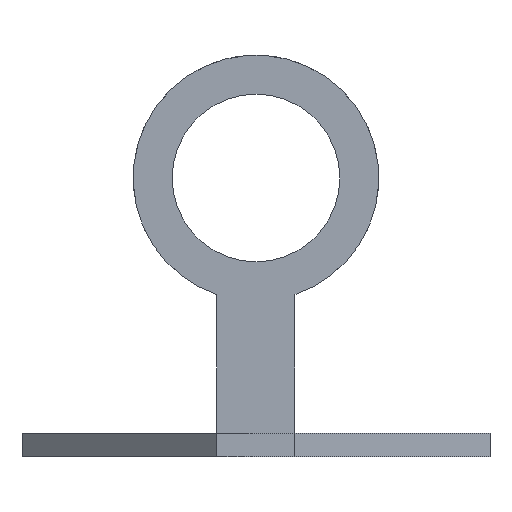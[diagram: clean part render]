
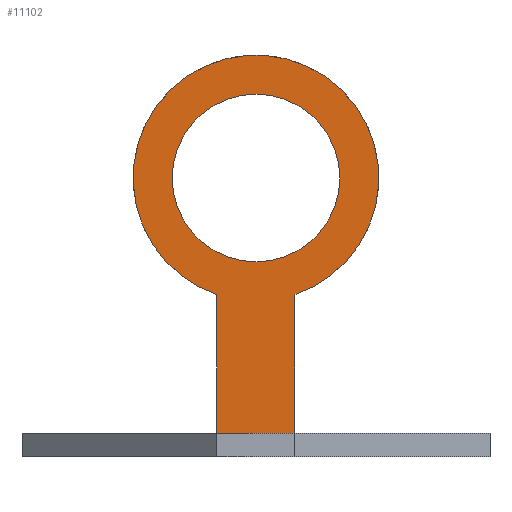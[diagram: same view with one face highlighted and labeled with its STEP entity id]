
A CAD part, front view. The second image highlights one B-rep face of the part: STEP entity #11102.
In plain terms, the highlighted planar face has unit normal (0, -1, 0).
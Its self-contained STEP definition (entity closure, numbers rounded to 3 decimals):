
#191 = EDGE_LOOP ( 'NONE', ( #5790, #5477 ) ) ;
#324 = DIRECTION ( 'NONE',  ( 0., 0., -1. ) ) ;
#716 = VERTEX_POINT ( 'NONE', #12350 ) ;
#834 = CARTESIAN_POINT ( 'NONE',  ( 0., 20., 6. ) ) ;
#920 = EDGE_CURVE ( 'NONE', #12712, #5651, #2083, .T. ) ;
#1212 = EDGE_CURVE ( 'NONE', #12712, #9679, #6296, .T. ) ;
#1348 = EDGE_CURVE ( 'NONE', #12593, #9679, #8000, .T. ) ;
#1367 = VERTEX_POINT ( 'NONE', #3348 ) ;
#1474 = DIRECTION ( 'NONE',  ( 0., -1., 0. ) ) ;
#2083 = LINE ( 'NONE', #9140, #10080 ) ;
#2131 = DIRECTION ( 'NONE',  ( 0., 0., -1. ) ) ;
#2245 = FACE_OUTER_BOUND ( 'NONE', #8282, .T. ) ;
#2460 = CARTESIAN_POINT ( 'NONE',  ( -10., 20., 41.629 ) ) ;
#2712 = EDGE_CURVE ( 'NONE', #716, #1367, #5495, .T. ) ;
#2790 = DIRECTION ( 'NONE',  ( 0., -1., 0. ) ) ;
#3069 = AXIS2_PLACEMENT_3D ( 'NONE', #12370, #6353, #324 ) ;
#3348 = CARTESIAN_POINT ( 'NONE',  ( 0., 20., 50. ) ) ;
#3406 = AXIS2_PLACEMENT_3D ( 'NONE', #7490, #1474, #8496 ) ;
#3565 = CARTESIAN_POINT ( 'NONE',  ( -10., 20., 0. ) ) ;
#4418 = EDGE_CURVE ( 'NONE', #1367, #716, #7306, .T. ) ;
#5216 = ORIENTED_EDGE ( 'NONE', *, *, #8666, .F. ) ;
#5477 = ORIENTED_EDGE ( 'NONE', *, *, #2712, .F. ) ;
#5495 = CIRCLE ( 'NONE', #3406, 21.5 ) ;
#5601 = DIRECTION ( 'NONE',  ( 0., 0., 1. ) ) ;
#5651 = VERTEX_POINT ( 'NONE', #12941 ) ;
#5751 = AXIS2_PLACEMENT_3D ( 'NONE', #12650, #2790, #9835 ) ;
#5790 = ORIENTED_EDGE ( 'NONE', *, *, #4418, .F. ) ;
#5970 = CARTESIAN_POINT ( 'NONE',  ( 0., 20., 71.5 ) ) ;
#6021 = AXIS2_PLACEMENT_3D ( 'NONE', #5970, #12996, #6979 ) ;
#6296 = CIRCLE ( 'NONE', #3069, 31.5 ) ;
#6353 = DIRECTION ( 'NONE',  ( 0., -1., 0. ) ) ;
#6679 = ORIENTED_EDGE ( 'NONE', *, *, #920, .F. ) ;
#6897 = DIRECTION ( 'NONE',  ( -1., 0., 0. ) ) ;
#6979 = DIRECTION ( 'NONE',  ( 0., 0., -1. ) ) ;
#7306 = CIRCLE ( 'NONE', #6021, 21.5 ) ;
#7319 = CARTESIAN_POINT ( 'NONE',  ( -10., 20., 6. ) ) ;
#7490 = CARTESIAN_POINT ( 'NONE',  ( 0., 20., 71.5 ) ) ;
#7556 = ORIENTED_EDGE ( 'NONE', *, *, #1212, .T. ) ;
#7576 = ORIENTED_EDGE ( 'NONE', *, *, #1348, .F. ) ;
#8000 = LINE ( 'NONE', #3565, #11321 ) ;
#8282 = EDGE_LOOP ( 'NONE', ( #6679, #7556, #7576, #5216 ) ) ;
#8496 = DIRECTION ( 'NONE',  ( 0., 0., -1. ) ) ;
#8666 = EDGE_CURVE ( 'NONE', #5651, #12593, #10432, .T. ) ;
#9140 = CARTESIAN_POINT ( 'NONE',  ( 10., 20., 0. ) ) ;
#9647 = CARTESIAN_POINT ( 'NONE',  ( 10., 20., 41.629 ) ) ;
#9658 = PLANE ( 'NONE',  #5751 ) ;
#9679 = VERTEX_POINT ( 'NONE', #2460 ) ;
#9835 = DIRECTION ( 'NONE',  ( 0., 0., -1. ) ) ;
#9942 = FACE_BOUND ( 'NONE', #191, .T. ) ;
#10080 = VECTOR ( 'NONE', #2131, 1000. ) ;
#10432 = LINE ( 'NONE', #834, #12790 ) ;
#11102 = ADVANCED_FACE ( 'NONE', ( #9942, #2245 ), #9658, .T. ) ;
#11321 = VECTOR ( 'NONE', #5601, 1000. ) ;
#12350 = CARTESIAN_POINT ( 'NONE',  ( 0., 20., 93. ) ) ;
#12370 = CARTESIAN_POINT ( 'NONE',  ( 0., 20., 71.5 ) ) ;
#12593 = VERTEX_POINT ( 'NONE', #7319 ) ;
#12650 = CARTESIAN_POINT ( 'NONE',  ( 0., 20., 0. ) ) ;
#12712 = VERTEX_POINT ( 'NONE', #9647 ) ;
#12790 = VECTOR ( 'NONE', #6897, 1000. ) ;
#12941 = CARTESIAN_POINT ( 'NONE',  ( 10., 20., 6. ) ) ;
#12996 = DIRECTION ( 'NONE',  ( 0., -1., 0. ) ) ;
